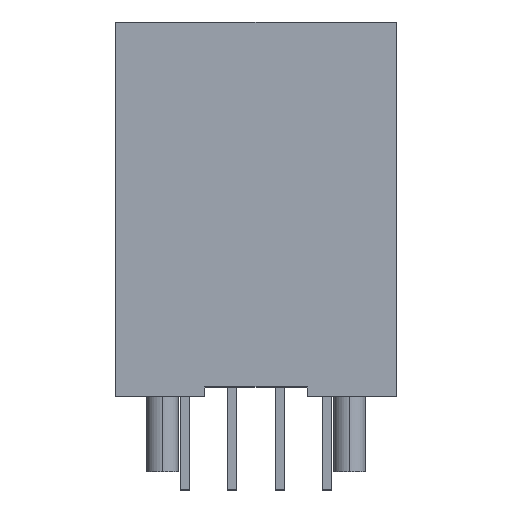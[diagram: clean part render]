
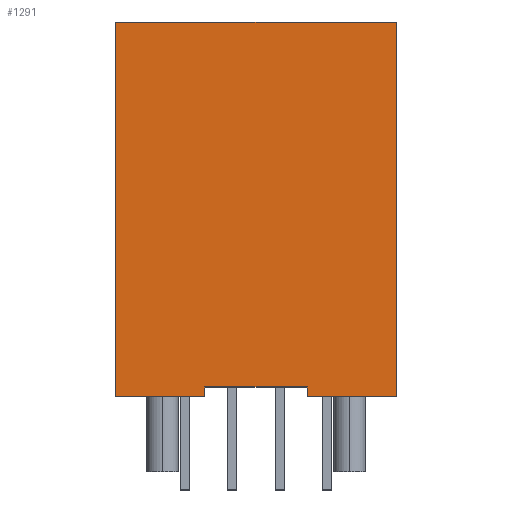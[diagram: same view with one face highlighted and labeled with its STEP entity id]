
A CAD part, top view. The second image highlights one B-rep face of the part: STEP entity #1291.
In plain terms, the highlighted planar face has unit normal (0, 0, 1).
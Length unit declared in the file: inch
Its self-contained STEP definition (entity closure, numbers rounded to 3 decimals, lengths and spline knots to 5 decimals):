
#163 = LINE ( 'NONE', #1287, #1918 ) ;
#166 = VECTOR ( 'NONE', #1862, 39.37008 ) ;
#189 = EDGE_CURVE ( 'NONE', #618, #1053, #1265, .T. ) ;
#196 = ORIENTED_EDGE ( 'NONE', *, *, #1717, .T. ) ;
#243 = VECTOR ( 'NONE', #2154, 39.37008 ) ;
#246 = EDGE_CURVE ( 'NONE', #1244, #2678, #2144, .T. ) ;
#298 = ORIENTED_EDGE ( 'NONE', *, *, #582, .F. ) ;
#349 = CARTESIAN_POINT ( 'NONE',  ( -0.29528, 0.7874, 0.29528 ) ) ;
#406 = VERTEX_POINT ( 'NONE', #1800 ) ;
#417 = DIRECTION ( 'NONE',  ( 0., 0., -1. ) ) ;
#438 = ORIENTED_EDGE ( 'NONE', *, *, #1606, .F. ) ;
#544 = EDGE_LOOP ( 'NONE', ( #298, #794, #196, #2728, #1398, #438, #1000, #1505 ) ) ;
#582 = EDGE_CURVE ( 'NONE', #1631, #2678, #1359, .T. ) ;
#601 = VECTOR ( 'NONE', #2814, 39.37008 ) ;
#603 = FACE_OUTER_BOUND ( 'NONE', #544, .T. ) ;
#618 = VERTEX_POINT ( 'NONE', #2849 ) ;
#683 = VERTEX_POINT ( 'NONE', #1860 ) ;
#753 = VECTOR ( 'NONE', #2707, 39.37008 ) ;
#772 = DIRECTION ( 'NONE',  ( 0., -1., 0. ) ) ;
#794 = ORIENTED_EDGE ( 'NONE', *, *, #1257, .F. ) ;
#852 = CARTESIAN_POINT ( 'NONE',  ( -0.29528, 0., 0.29528 ) ) ;
#857 = CARTESIAN_POINT ( 'NONE',  ( 0.29528, 0., 0.29528 ) ) ;
#935 = DIRECTION ( 'NONE',  ( 0., -1., 0. ) ) ;
#968 = LINE ( 'NONE', #349, #166 ) ;
#979 = AXIS2_PLACEMENT_3D ( 'NONE', #2381, #417, #1302 ) ;
#983 = CARTESIAN_POINT ( 'NONE',  ( -0.29528, 0., 0.29528 ) ) ;
#1000 = ORIENTED_EDGE ( 'NONE', *, *, #1503, .T. ) ;
#1053 = VERTEX_POINT ( 'NONE', #857 ) ;
#1115 = VECTOR ( 'NONE', #772, 39.37008 ) ;
#1141 = CARTESIAN_POINT ( 'NONE',  ( -0.10827, 0.01969, 0.29528 ) ) ;
#1170 = EDGE_CURVE ( 'NONE', #406, #1053, #2323, .T. ) ;
#1244 = VERTEX_POINT ( 'NONE', #983 ) ;
#1257 = EDGE_CURVE ( 'NONE', #1682, #1631, #163, .T. ) ;
#1265 = LINE ( 'NONE', #1967, #243 ) ;
#1287 = CARTESIAN_POINT ( 'NONE',  ( -0.29528, 0.01969, 0.29528 ) ) ;
#1291 = ADVANCED_FACE ( 'NONE', ( #603 ), #1742, .F. ) ;
#1302 = DIRECTION ( 'NONE',  ( -1., 0., 0. ) ) ;
#1359 = LINE ( 'NONE', #1141, #2719 ) ;
#1398 = ORIENTED_EDGE ( 'NONE', *, *, #1170, .F. ) ;
#1503 = EDGE_CURVE ( 'NONE', #683, #1244, #968, .T. ) ;
#1504 = DIRECTION ( 'NONE',  ( 1., 0., 0. ) ) ;
#1505 = ORIENTED_EDGE ( 'NONE', *, *, #246, .T. ) ;
#1606 = EDGE_CURVE ( 'NONE', #683, #406, #1751, .T. ) ;
#1624 = CARTESIAN_POINT ( 'NONE',  ( 0.29528, 0.7874, 0.29528 ) ) ;
#1631 = VERTEX_POINT ( 'NONE', #2160 ) ;
#1657 = CARTESIAN_POINT ( 'NONE',  ( -0.10827, 0., 0.29528 ) ) ;
#1682 = VERTEX_POINT ( 'NONE', #2031 ) ;
#1717 = EDGE_CURVE ( 'NONE', #1682, #618, #1988, .T. ) ;
#1742 = PLANE ( 'NONE',  #979 ) ;
#1751 = LINE ( 'NONE', #1923, #2585 ) ;
#1800 = CARTESIAN_POINT ( 'NONE',  ( 0.29528, 0.7874, 0.29528 ) ) ;
#1860 = CARTESIAN_POINT ( 'NONE',  ( -0.29528, 0.7874, 0.29528 ) ) ;
#1862 = DIRECTION ( 'NONE',  ( 0., -1., 0. ) ) ;
#1918 = VECTOR ( 'NONE', #2826, 39.37008 ) ;
#1923 = CARTESIAN_POINT ( 'NONE',  ( -0.29528, 0.7874, 0.29528 ) ) ;
#1967 = CARTESIAN_POINT ( 'NONE',  ( -0.29528, 0., 0.29528 ) ) ;
#1988 = LINE ( 'NONE', #2734, #753 ) ;
#2031 = CARTESIAN_POINT ( 'NONE',  ( 0.10827, 0.01969, 0.29528 ) ) ;
#2144 = LINE ( 'NONE', #852, #601 ) ;
#2154 = DIRECTION ( 'NONE',  ( 1., 0., 0. ) ) ;
#2160 = CARTESIAN_POINT ( 'NONE',  ( -0.10827, 0.01969, 0.29528 ) ) ;
#2323 = LINE ( 'NONE', #1624, #1115 ) ;
#2381 = CARTESIAN_POINT ( 'NONE',  ( -0.29528, 0.7874, 0.29528 ) ) ;
#2585 = VECTOR ( 'NONE', #1504, 39.37008 ) ;
#2678 = VERTEX_POINT ( 'NONE', #1657 ) ;
#2707 = DIRECTION ( 'NONE',  ( 0., -1., 0. ) ) ;
#2719 = VECTOR ( 'NONE', #935, 39.37008 ) ;
#2728 = ORIENTED_EDGE ( 'NONE', *, *, #189, .T. ) ;
#2734 = CARTESIAN_POINT ( 'NONE',  ( 0.10827, 0.01969, 0.29528 ) ) ;
#2814 = DIRECTION ( 'NONE',  ( 1., 0., 0. ) ) ;
#2826 = DIRECTION ( 'NONE',  ( -1., 0., 0. ) ) ;
#2849 = CARTESIAN_POINT ( 'NONE',  ( 0.10827, 0., 0.29528 ) ) ;
